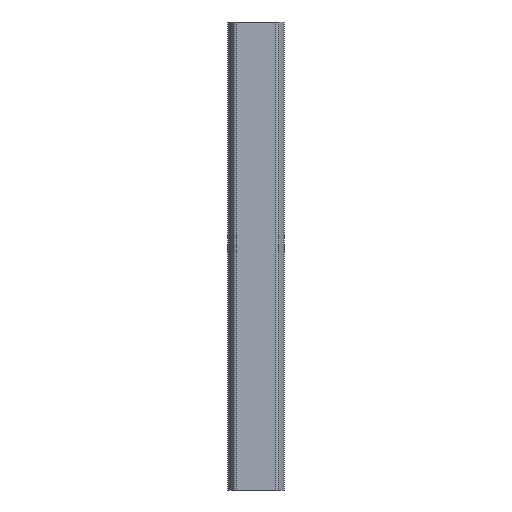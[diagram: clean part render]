
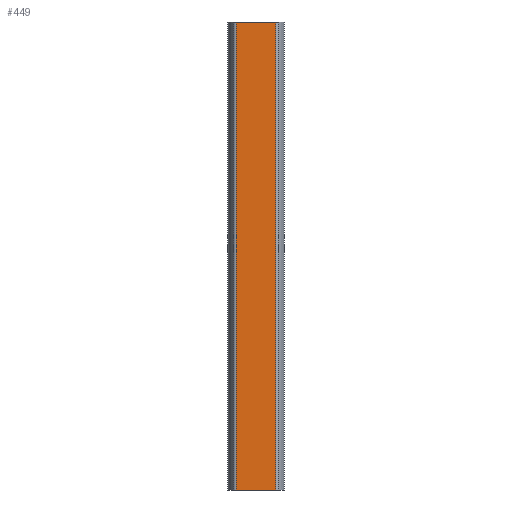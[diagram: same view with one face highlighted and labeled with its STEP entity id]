
A CAD part, left-side view. The second image highlights one B-rep face of the part: STEP entity #449.
In plain terms, the highlighted planar face has unit normal (-1, 0, 0).
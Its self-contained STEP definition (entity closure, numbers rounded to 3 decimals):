
#158 = CARTESIAN_POINT ( 'NONE',  ( -127.489, -35.521, 0. ) ) ;
#304 = DIRECTION ( 'NONE',  ( 0., -1., 0. ) ) ;
#345 = DIRECTION ( 'NONE',  ( 0., 0., 1. ) ) ;
#449 = ADVANCED_FACE ( 'NONE', ( #961 ), #1917, .F. ) ;
#944 = CARTESIAN_POINT ( 'NONE',  ( -127.489, 51.824, 1000. ) ) ;
#961 = FACE_OUTER_BOUND ( 'NONE', #1203, .T. ) ;
#1137 = ORIENTED_EDGE ( 'NONE', *, *, #2681, .T. ) ;
#1203 = EDGE_LOOP ( 'NONE', ( #3938, #3287, #2975, #1137 ) ) ;
#1263 = VECTOR ( 'NONE', #345, 1000. ) ;
#1375 = VERTEX_POINT ( 'NONE', #3652 ) ;
#1555 = VECTOR ( 'NONE', #304, 1000. ) ;
#1702 = LINE ( 'NONE', #2693, #1263 ) ;
#1704 = LINE ( 'NONE', #3173, #4394 ) ;
#1763 = LINE ( 'NONE', #2475, #2907 ) ;
#1871 = DIRECTION ( 'NONE',  ( 1., 0., 0. ) ) ;
#1917 = PLANE ( 'NONE',  #2309 ) ;
#2007 = VERTEX_POINT ( 'NONE', #3861 ) ;
#2309 = AXIS2_PLACEMENT_3D ( 'NONE', #944, #1871, #3288 ) ;
#2408 = EDGE_CURVE ( 'NONE', #3909, #2007, #1702, .T. ) ;
#2475 = CARTESIAN_POINT ( 'NONE',  ( -127.489, 47.977, 1000. ) ) ;
#2681 = EDGE_CURVE ( 'NONE', #1375, #3441, #1763, .T. ) ;
#2693 = CARTESIAN_POINT ( 'NONE',  ( -127.489, -35.521, 1000. ) ) ;
#2907 = VECTOR ( 'NONE', #3820, 1000. ) ;
#2958 = CARTESIAN_POINT ( 'NONE',  ( -127.489, 47.977, 0. ) ) ;
#2975 = ORIENTED_EDGE ( 'NONE', *, *, #3405, .F. ) ;
#3173 = CARTESIAN_POINT ( 'NONE',  ( -127.489, 51.824, 1000. ) ) ;
#3287 = ORIENTED_EDGE ( 'NONE', *, *, #2408, .T. ) ;
#3288 = DIRECTION ( 'NONE',  ( 0., 1., 0. ) ) ;
#3370 = EDGE_CURVE ( 'NONE', #3441, #3909, #4405, .T. ) ;
#3405 = EDGE_CURVE ( 'NONE', #1375, #2007, #1704, .T. ) ;
#3441 = VERTEX_POINT ( 'NONE', #2958 ) ;
#3652 = CARTESIAN_POINT ( 'NONE',  ( -127.489, 47.977, 1000. ) ) ;
#3708 = DIRECTION ( 'NONE',  ( 0., -1., 0. ) ) ;
#3820 = DIRECTION ( 'NONE',  ( 0., 0., -1. ) ) ;
#3861 = CARTESIAN_POINT ( 'NONE',  ( -127.489, -35.521, 1000. ) ) ;
#3909 = VERTEX_POINT ( 'NONE', #158 ) ;
#3938 = ORIENTED_EDGE ( 'NONE', *, *, #3370, .T. ) ;
#4174 = CARTESIAN_POINT ( 'NONE',  ( -127.489, 51.824, 0. ) ) ;
#4394 = VECTOR ( 'NONE', #3708, 1000. ) ;
#4405 = LINE ( 'NONE', #4174, #1555 ) ;
